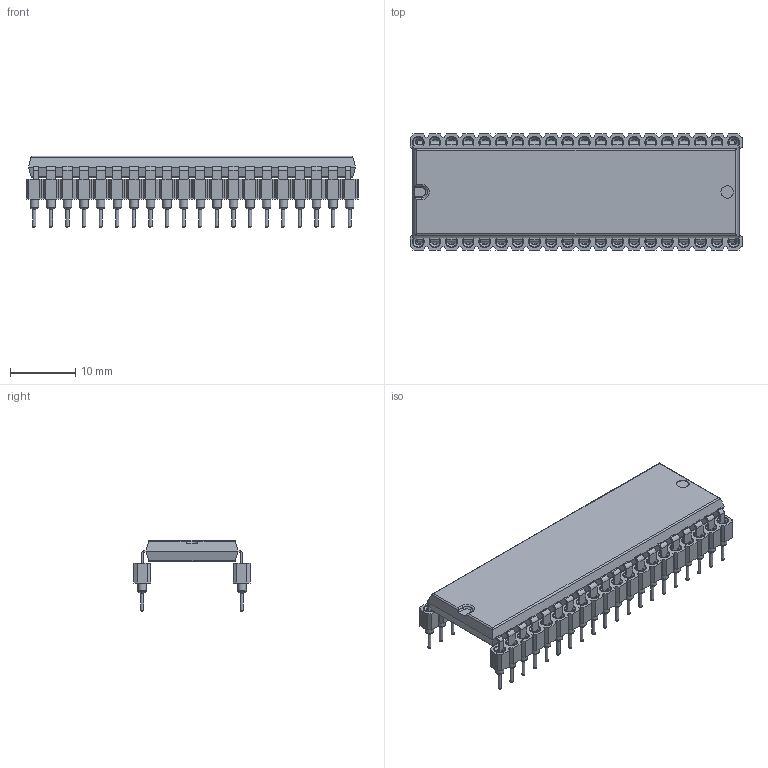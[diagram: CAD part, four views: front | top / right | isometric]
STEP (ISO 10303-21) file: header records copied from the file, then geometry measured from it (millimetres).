
FILE_DESCRIPTION(('STEP AP214'), '1');
FILE_NAME('DIP on SCSL', '', ('UNSPECIFIED'), ('UNSPECIFIED'), 'ASCON STEP Converter 1.6', 'ASCON Math Kernel', '');
FILE_SCHEMA(('AUTOMOTIVE_DESIGN { 1 0 10303 214 3 1 1}'));
Length unit declared in the file: millimetre
Products named in the file (3): SCSL; DIP
Assembly tree (3 placements, depth 2):
  (unnamed)
    SCSL  x2
    DIP
Bounding box: 50.8 x 17.78 x 10.95 mm (x, y, z)
Volume: 2942.8 mm3; surface area: 5959.1 mm2
Topology: 123 solids, 123 shells, 2596 faces, 6187 edges, 3840 vertices
Faces by surface type: plane 1698, cone 440, cylinder 416, sphere 40, torus 2
Full cylindrical faces by diameter (mm): 0.5 x40, 0.8 x40, 1 x80, 1.3 x80, 1.8 x80, 1.9 x1, 2.8 x2
Entity records: 62198 total; most frequent: CARTESIAN_POINT 11320, DIRECTION 7599, ORIENTED_EDGE 7344, EDGE_CURVE 3672, AXIS2_PLACEMENT_3D 2627, VERTEX_POINT 2452, LINE 2345, VECTOR 2345
